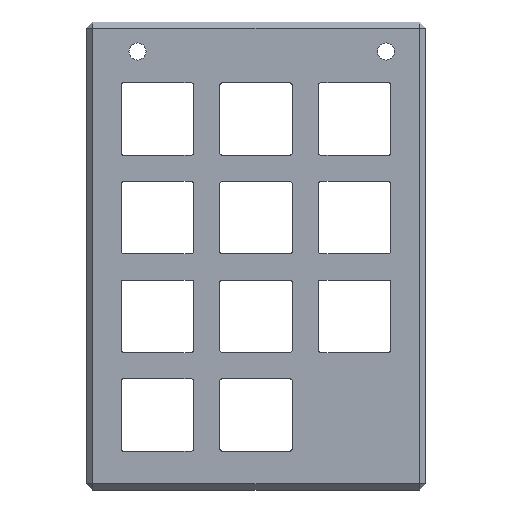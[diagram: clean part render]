
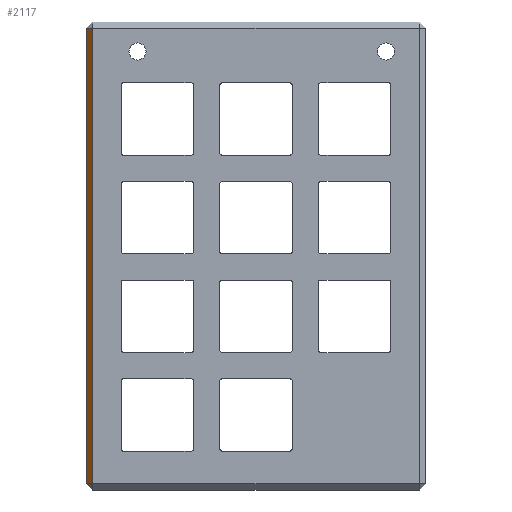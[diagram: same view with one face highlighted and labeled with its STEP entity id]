
A CAD part, top view. The second image highlights one B-rep face of the part: STEP entity #2117.
In plain terms, the highlighted planar face has unit normal (-0.707, 0, 0.707).
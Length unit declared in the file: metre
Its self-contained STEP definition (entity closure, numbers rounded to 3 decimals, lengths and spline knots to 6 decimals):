
#718=ORIENTED_EDGE('',*,*,#1051,.F.);
#719=ORIENTED_EDGE('',*,*,#758,.F.);
#720=ORIENTED_EDGE('',*,*,#1052,.F.);
#721=ORIENTED_EDGE('',*,*,#1044,.F.);
#758=EDGE_CURVE('',#1062,#1063,#1262,.T.);
#1044=EDGE_CURVE('',#1260,#1261,#1456,.T.);
#1051=EDGE_CURVE('',#1063,#1260,#1463,.F.);
#1052=EDGE_CURVE('',#1261,#1062,#1464,.F.);
#1062=VERTEX_POINT('',#2958);
#1063=VERTEX_POINT('',#2959);
#1260=VERTEX_POINT('',#3535);
#1261=VERTEX_POINT('',#3537);
#1262=LINE('',#2957,#1474);
#1456=LINE('',#3536,#1668);
#1463=LINE('',#3547,#1675);
#1464=LINE('',#3548,#1676);
#1474=VECTOR('',#2345,1.);
#1668=VECTOR('',#2911,1.);
#1675=VECTOR('',#2924,1.);
#1676=VECTOR('',#2925,1.);
#1811=EDGE_LOOP('',(#718,#719,#720,#721));
#1947=FACE_BOUND('',#1811,.T.);
#2009=PLANE('',#2330);
#2117=ADVANCED_FACE('',(#1947),#2009,.F.);
#2330=AXIS2_PLACEMENT_3D('',#3546,#2922,#2923);
#2345=DIRECTION('',(0.,1.,0.));
#2911=DIRECTION('',(0.,-1.,0.));
#2922=DIRECTION('',(0.707,0.,-0.707));
#2923=DIRECTION('',(0.,1.,0.));
#2924=DIRECTION('',(-0.707,0.,-0.707));
#2925=DIRECTION('',(0.707,0.,0.707));
#2957=CARTESIAN_POINT('',(-0.0327,0.002125,0.0003));
#2958=CARTESIAN_POINT('',(-0.0327,-0.041875,0.0003));
#2959=CARTESIAN_POINT('',(-0.0327,0.046125,0.0003));
#3535=CARTESIAN_POINT('',(-0.0315,0.046125,0.0015));
#3536=CARTESIAN_POINT('',(-0.0315,0.002125,0.0015));
#3537=CARTESIAN_POINT('',(-0.0315,-0.041875,0.0015));
#3546=CARTESIAN_POINT('',(-0.0327,0.002125,0.0003));
#3547=CARTESIAN_POINT('',(-0.0327,0.046125,0.0003));
#3548=CARTESIAN_POINT('',(-0.0315,-0.041875,0.0015));
